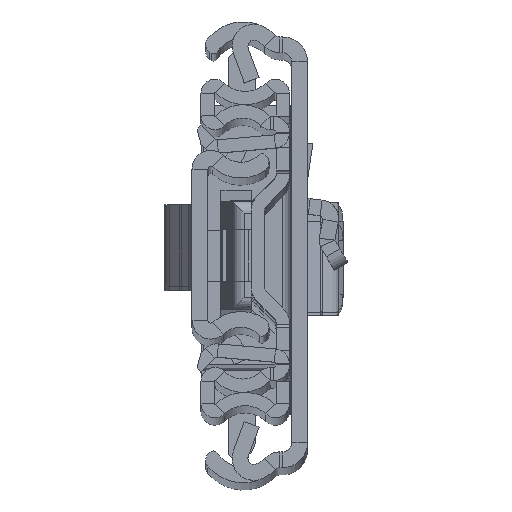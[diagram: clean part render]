
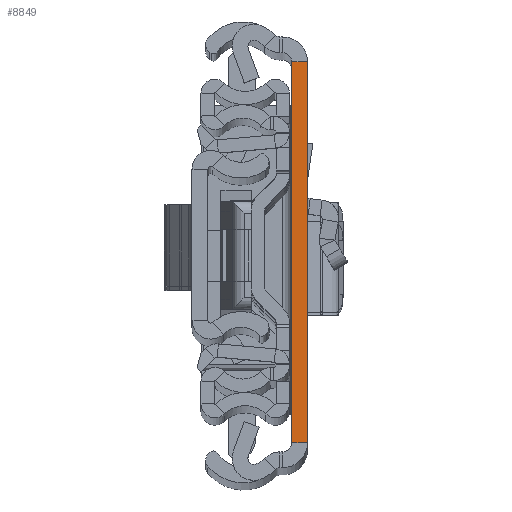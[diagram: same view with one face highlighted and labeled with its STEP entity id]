
A CAD part, top view. The second image highlights one B-rep face of the part: STEP entity #8849.
In plain terms, the highlighted planar face has unit normal (0, 0, 1).
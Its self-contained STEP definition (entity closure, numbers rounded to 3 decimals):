
#417 = CARTESIAN_POINT ( 'NONE',  ( 2.6, -31.5, 0. ) ) ;
#517 = CARTESIAN_POINT ( 'NONE',  ( 2.6, 31.5, 0. ) ) ;
#631 = VECTOR ( 'NONE', #2935, 1000. ) ;
#1190 = VECTOR ( 'NONE', #17873, 1000. ) ;
#1250 = CARTESIAN_POINT ( 'NONE',  ( 0., 31.5, 0. ) ) ;
#2012 = EDGE_CURVE ( 'NONE', #8190, #7286, #11847, .T. ) ;
#2385 = VECTOR ( 'NONE', #6462, 1000. ) ;
#2479 = CARTESIAN_POINT ( 'NONE',  ( 2.6, -31.5, 0. ) ) ;
#2584 = PLANE ( 'NONE',  #2616 ) ;
#2616 = AXIS2_PLACEMENT_3D ( 'NONE', #2479, #13058, #10202 ) ;
#2833 = ORIENTED_EDGE ( 'NONE', *, *, #17484, .T. ) ;
#2935 = DIRECTION ( 'NONE',  ( 0., 1., 0. ) ) ;
#3081 = VECTOR ( 'NONE', #15913, 1000. ) ;
#6393 = EDGE_LOOP ( 'NONE', ( #18932, #11642, #18899, #2833 ) ) ;
#6462 = DIRECTION ( 'NONE',  ( 1., 0., 0. ) ) ;
#7125 = EDGE_CURVE ( 'NONE', #8190, #9259, #13498, .T. ) ;
#7286 = VERTEX_POINT ( 'NONE', #417 ) ;
#8190 = VERTEX_POINT ( 'NONE', #19449 ) ;
#8420 = FACE_OUTER_BOUND ( 'NONE', #6393, .T. ) ;
#8849 = ADVANCED_FACE ( 'NONE', ( #8420 ), #2584, .F. ) ;
#8879 = CARTESIAN_POINT ( 'NONE',  ( 2.6, -31.5, 0. ) ) ;
#9259 = VERTEX_POINT ( 'NONE', #1250 ) ;
#9900 = LINE ( 'NONE', #12761, #3081 ) ;
#10202 = DIRECTION ( 'NONE',  ( 0., 1., 0. ) ) ;
#11642 = ORIENTED_EDGE ( 'NONE', *, *, #7125, .F. ) ;
#11847 = LINE ( 'NONE', #8879, #1190 ) ;
#12034 = CARTESIAN_POINT ( 'NONE',  ( 0., -31.5, 0. ) ) ;
#12761 = CARTESIAN_POINT ( 'NONE',  ( 2.6, -31.5, 0. ) ) ;
#13058 = DIRECTION ( 'NONE',  ( 0., 0., -1. ) ) ;
#13498 = LINE ( 'NONE', #12034, #631 ) ;
#14106 = VERTEX_POINT ( 'NONE', #16137 ) ;
#15913 = DIRECTION ( 'NONE',  ( 0., 1., 0. ) ) ;
#16137 = CARTESIAN_POINT ( 'NONE',  ( 2.6, 31.5, 0. ) ) ;
#16958 = LINE ( 'NONE', #517, #2385 ) ;
#17484 = EDGE_CURVE ( 'NONE', #7286, #14106, #9900, .T. ) ;
#17873 = DIRECTION ( 'NONE',  ( 1., 0., 0. ) ) ;
#18753 = EDGE_CURVE ( 'NONE', #9259, #14106, #16958, .T. ) ;
#18899 = ORIENTED_EDGE ( 'NONE', *, *, #2012, .T. ) ;
#18932 = ORIENTED_EDGE ( 'NONE', *, *, #18753, .F. ) ;
#19449 = CARTESIAN_POINT ( 'NONE',  ( 0., -31.5, 0. ) ) ;
